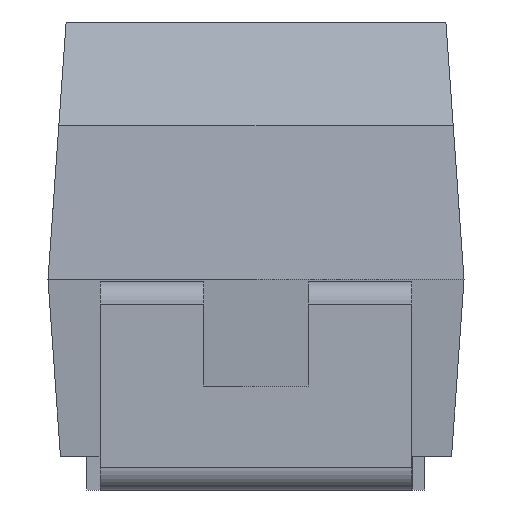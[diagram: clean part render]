
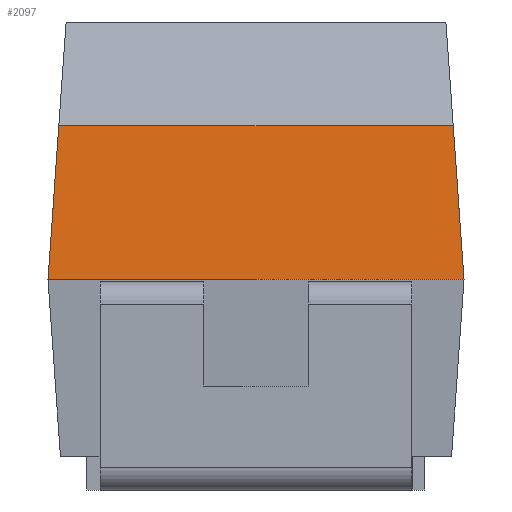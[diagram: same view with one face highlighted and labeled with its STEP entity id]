
A CAD part, left-side view. The second image highlights one B-rep face of the part: STEP entity #2097.
In plain terms, the highlighted free-form (B-spline) face has degree [1, 1] with [2, 2] control points.
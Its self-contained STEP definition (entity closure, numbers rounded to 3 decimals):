
#805 = VERTEX_POINT('',#806);
#806 = CARTESIAN_POINT('',(-1.47,-0.8,0.81));
#856 = VERTEX_POINT('',#857);
#857 = CARTESIAN_POINT('',(-1.47,0.8,0.81));
#1197 = EDGE_CURVE('',#856,#805,#1198,.T.);
#1198 = LINE('',#1199,#1200);
#1199 = CARTESIAN_POINT('',(-1.47,0.8,0.81));
#1200 = VECTOR('',#1201,1.);
#1201 = DIRECTION('',(0.,-1.,0.));
#1493 = VERTEX_POINT('',#1494);
#1494 = CARTESIAN_POINT('',(-1.428,-0.758,1.401
));
#1751 = EDGE_CURVE('',#805,#1493,#1752,.T.);
#1752 = B_SPLINE_CURVE_WITH_KNOTS('',1,(#1753,#1754),.UNSPECIFIED.,.F.,
.F.,(2,2),(0.,1.),.PIECEWISE_BEZIER_KNOTS.);
#1753 = CARTESIAN_POINT('',(-1.47,-0.8,0.81));
#1754 = CARTESIAN_POINT('',(-1.4,-0.73,1.8));
#1766 = EDGE_CURVE('',#856,#1767,#1769,.T.);
#1767 = VERTEX_POINT('',#1768);
#1768 = CARTESIAN_POINT('',(-1.428,0.758,1.401)
);
#1769 = B_SPLINE_CURVE_WITH_KNOTS('',1,(#1770,#1771),.UNSPECIFIED.,.F.,
.F.,(2,2),(0.,1.),.PIECEWISE_BEZIER_KNOTS.);
#1770 = CARTESIAN_POINT('',(-1.47,0.8,0.81));
#1771 = CARTESIAN_POINT('',(-1.4,0.73,1.8));
#2097 = ADVANCED_FACE('',(#2098),#2111,.T.);
#2098 = FACE_BOUND('',#2099,.T.);
#2099 = EDGE_LOOP('',(#2100,#2101,#2109,#2110));
#2100 = ORIENTED_EDGE('',*,*,#1751,.T.);
#2101 = ORIENTED_EDGE('',*,*,#2102,.F.);
#2102 = EDGE_CURVE('',#1767,#1493,#2103,.T.);
#2103 = B_SPLINE_CURVE_WITH_KNOTS('',2,(#2104,#2105,#2106,#2107,#2108),
.UNSPECIFIED.,.F.,.F.,(3,1,1,3),(-0.117,-0.028,
1.489,1.578),.UNSPECIFIED.);
#2104 = CARTESIAN_POINT('',(-1.428,0.848,1.401
));
#2105 = CARTESIAN_POINT('',(-1.428,0.803,1.401
));
#2106 = CARTESIAN_POINT('',(-1.428,0.,
1.401));
#2107 = CARTESIAN_POINT('',(-1.428,-0.803,
1.401));
#2108 = CARTESIAN_POINT('',(-1.428,-0.848,
1.401));
#2109 = ORIENTED_EDGE('',*,*,#1766,.F.);
#2110 = ORIENTED_EDGE('',*,*,#1197,.T.);
#2111 = B_SPLINE_SURFACE_WITH_KNOTS('',1,1,(
(#2112,#2113)
,(#2114,#2115
)),.UNSPECIFIED.,.F.,.F.,.F.,(2,2),(2,2),(0.,1.6),(0.,1.),
.PIECEWISE_BEZIER_KNOTS.);
#2112 = CARTESIAN_POINT('',(-1.47,0.8,0.81));
#2113 = CARTESIAN_POINT('',(-1.4,0.73,1.8));
#2114 = CARTESIAN_POINT('',(-1.47,-0.8,0.81));
#2115 = CARTESIAN_POINT('',(-1.4,-0.73,1.8));
